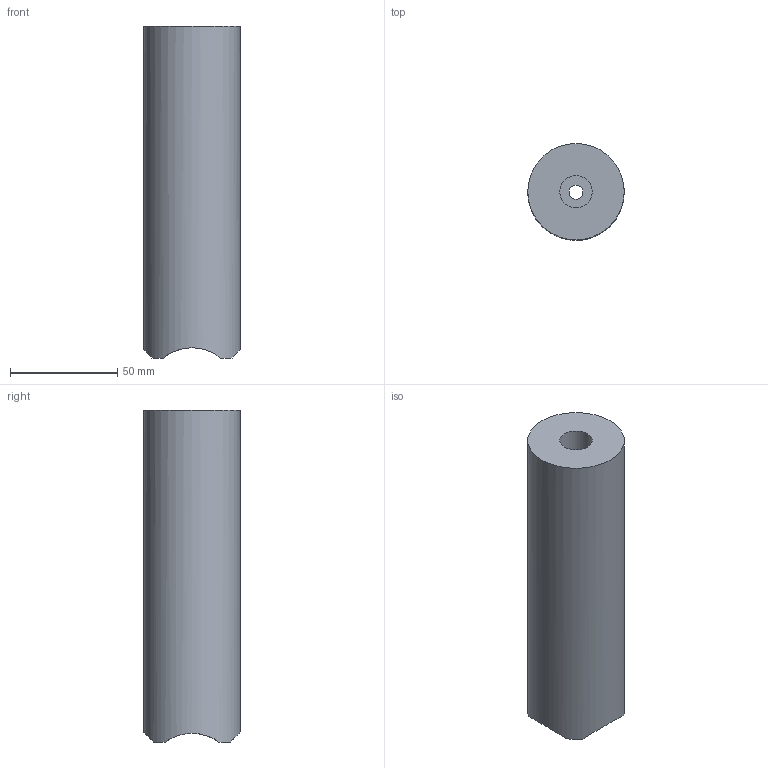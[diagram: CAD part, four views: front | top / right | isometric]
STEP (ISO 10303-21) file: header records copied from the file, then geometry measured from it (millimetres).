
FILE_DESCRIPTION(/* description */ (''),/* implementation_level */ '2;1');
FILE_NAME(/* name */ 'aprilia v3.step',/* time_stamp */ '2023-08-02T16:20:16+02:00',/* author */ (''),/* organization */ (''),/* preprocessor_version */ 'ST-DEVELOPER v19.2',/* originating_system */ 'Autodesk Translation Framework v12.6.0.85',/* authorisation */ '');
FILE_SCHEMA (('AUTOMOTIVE_DESIGN { 1 0 10303 214 3 1 1 }'));
Length unit declared in the file: millimetre
Products named in the file (1): rds
Bounding box: 45 x 45 x 155 mm (x, y, z)
Volume: 92730.6 mm3; surface area: 51990.5 mm2
Topology: 1 solids, 1 shells, 29 faces, 71 edges, 48 vertices
Faces by surface type: cylinder 19, plane 10
Full cylindrical faces by diameter (mm): 6.5 x1, 6.779 x8, 15.113 x1, 20 x1, 22 x1, 39 x1, 43 x1, 45 x1
Entity records: 1008 total; most frequent: CARTESIAN_POINT 220, DIRECTION 165, ORIENTED_EDGE 142, EDGE_CURVE 71, AXIS2_PLACEMENT_3D 71, EDGE_LOOP 51, VERTEX_POINT 48, CIRCLE 36
